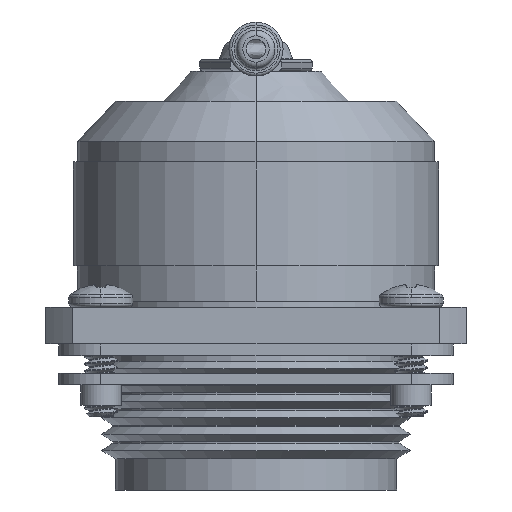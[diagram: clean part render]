
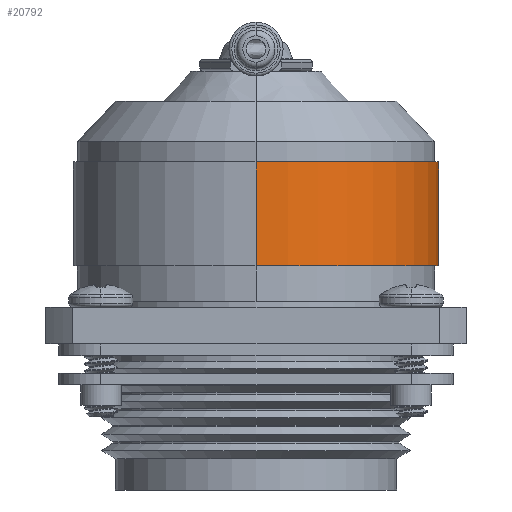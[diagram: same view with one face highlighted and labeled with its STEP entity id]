
A CAD part, front view. The second image highlights one B-rep face of the part: STEP entity #20792.
In plain terms, the highlighted cylindrical face has radius 15.875 mm (diameter 31.75 mm), a partial arc.
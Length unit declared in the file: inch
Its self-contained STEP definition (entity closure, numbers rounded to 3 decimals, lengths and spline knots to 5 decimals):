
#345 = CYLINDRICAL_SURFACE ( 'NONE', #14606, 0.625 ) ;
#1121 = DIRECTION ( 'NONE',  ( 0., 0., 1. ) ) ;
#1574 = CARTESIAN_POINT ( 'NONE',  ( 0., 0.47805, 0.625 ) ) ;
#2144 = CARTESIAN_POINT ( 'NONE',  ( 0., 0.47805, 0. ) ) ;
#3920 = EDGE_CURVE ( 'NONE', #20902, #13535, #14226, .T. ) ;
#4576 = VERTEX_POINT ( 'NONE', #12276 ) ;
#5361 = CARTESIAN_POINT ( 'NONE',  ( 0., 0.789, -0.625 ) ) ;
#5687 = DIRECTION ( 'NONE',  ( 0., 0., 1. ) ) ;
#6172 = CARTESIAN_POINT ( 'NONE',  ( 0., 0.789, 0. ) ) ;
#6764 = ORIENTED_EDGE ( 'NONE', *, *, #3920, .F. ) ;
#7062 = DIRECTION ( 'NONE',  ( 0., 1., 0. ) ) ;
#7129 = EDGE_CURVE ( 'NONE', #12254, #13535, #11285, .T. ) ;
#8033 = ORIENTED_EDGE ( 'NONE', *, *, #9874, .T. ) ;
#8039 = LINE ( 'NONE', #21166, #12402 ) ;
#9147 = AXIS2_PLACEMENT_3D ( 'NONE', #9261, #14420, #19383 ) ;
#9208 = DIRECTION ( 'NONE',  ( 0., 1., 0. ) ) ;
#9211 = CARTESIAN_POINT ( 'NONE',  ( 0., 0.47805, -0.625 ) ) ;
#9261 = CARTESIAN_POINT ( 'NONE',  ( 0., 0.12205, 0. ) ) ;
#9835 = DIRECTION ( 'NONE',  ( 0., 1., 0. ) ) ;
#9874 = EDGE_CURVE ( 'NONE', #4576, #12254, #15668, .T. ) ;
#11285 = LINE ( 'NONE', #5361, #13996 ) ;
#12254 = VERTEX_POINT ( 'NONE', #13884 ) ;
#12276 = CARTESIAN_POINT ( 'NONE',  ( 0., 0.12205, 0.625 ) ) ;
#12402 = VECTOR ( 'NONE', #9208, 39.37008 ) ;
#13535 = VERTEX_POINT ( 'NONE', #9211 ) ;
#13884 = CARTESIAN_POINT ( 'NONE',  ( 0., 0.12205, -0.625 ) ) ;
#13996 = VECTOR ( 'NONE', #7062, 39.37008 ) ;
#14226 = CIRCLE ( 'NONE', #15744, 0.625 ) ;
#14420 = DIRECTION ( 'NONE',  ( 0., 1., 0. ) ) ;
#14606 = AXIS2_PLACEMENT_3D ( 'NONE', #6172, #9835, #1121 ) ;
#15668 = CIRCLE ( 'NONE', #9147, 0.625 ) ;
#15694 = EDGE_LOOP ( 'NONE', ( #8033, #17619, #6764, #16403 ) ) ;
#15744 = AXIS2_PLACEMENT_3D ( 'NONE', #2144, #21216, #5687 ) ;
#16403 = ORIENTED_EDGE ( 'NONE', *, *, #18766, .F. ) ;
#16572 = FACE_OUTER_BOUND ( 'NONE', #15694, .T. ) ;
#17619 = ORIENTED_EDGE ( 'NONE', *, *, #7129, .T. ) ;
#18766 = EDGE_CURVE ( 'NONE', #4576, #20902, #8039, .T. ) ;
#19383 = DIRECTION ( 'NONE',  ( 0., 0., 1. ) ) ;
#20792 = ADVANCED_FACE ( 'NONE', ( #16572 ), #345, .T. ) ;
#20902 = VERTEX_POINT ( 'NONE', #1574 ) ;
#21166 = CARTESIAN_POINT ( 'NONE',  ( 0., 0.789, 0.625 ) ) ;
#21216 = DIRECTION ( 'NONE',  ( 0., 1., 0. ) ) ;
